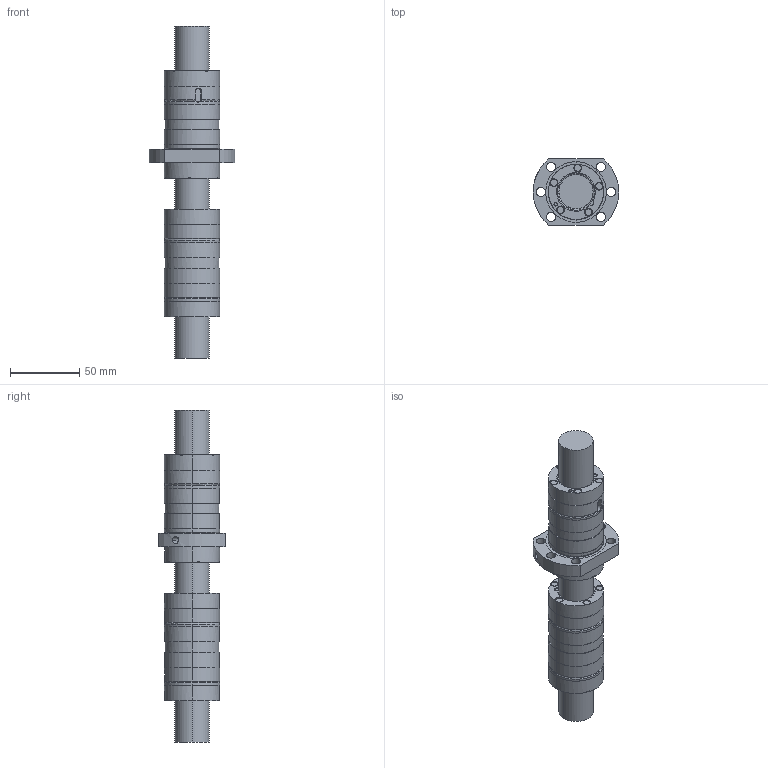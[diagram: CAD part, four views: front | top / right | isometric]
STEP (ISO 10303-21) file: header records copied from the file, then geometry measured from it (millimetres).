
FILE_DESCRIPTION(('Creo Elements/Direct Modeling STEP Export'),'2;1');
FILE_NAME('HSB-KGT-MM-2525RH-5g.stp','2015-05-12T16:35:17',(''),(''),'Creo Elements/Direct Modeling STEP processor for AP214 (Solid Model)','Creo Elements/Direct Modeling 18.1F 24-Jul-2014 (C) Parametric Technology GmbH','');
FILE_SCHEMA(('AUTOMOTIVE_DESIGN { 1 0 10303 214 1 1 1 1 }'));
Length unit declared in the file: millimetre
Products named in the file (3): HSB-KGM-FM-2525RH-5g_23130; HSB-KGM-MM-2525RH-5g_22889; HSB-KGS-2525RH-5g-T7_23877
Bounding box: 61.8 x 48 x 240 mm (x, y, z)
Volume: 244014.4 mm3; surface area: 59253.6 mm2
Topology: 3 solids, 3 shells, 242 faces, 704 edges, 488 vertices
Faces by surface type: cylinder 122, plane 59, cone 56, torus 5
Entity records: 12034 total; most frequent: CARTESIAN_POINT 4301, ORIENTED_EDGE 1400, DIRECTION 1040, EDGE_CURVE 700, VERTEX_POINT 488, AXIS2_PLACEMENT_3D 419, EDGE_LOOP 282, COLOUR_RGB 245
